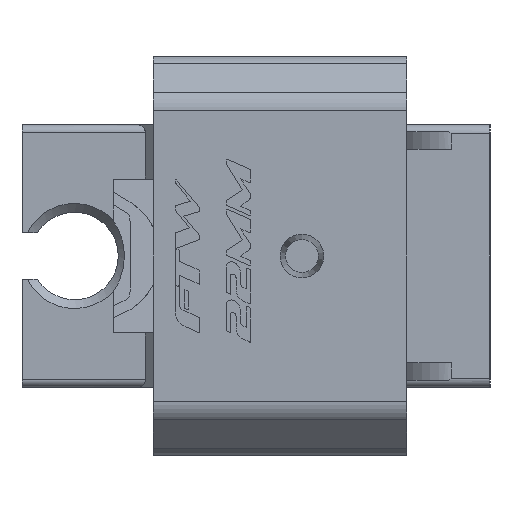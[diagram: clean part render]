
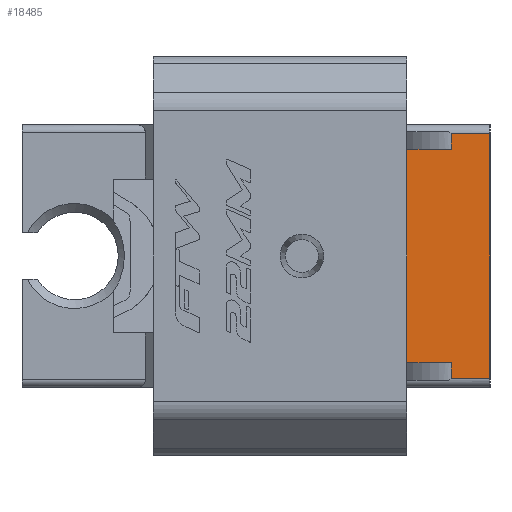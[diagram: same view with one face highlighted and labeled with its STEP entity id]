
A CAD part, left-side view. The second image highlights one B-rep face of the part: STEP entity #18485.
In plain terms, the highlighted planar face has unit normal (-1, 0, 0).
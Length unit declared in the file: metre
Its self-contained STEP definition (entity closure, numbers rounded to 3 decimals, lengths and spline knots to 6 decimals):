
#2820=ORIENTED_EDGE('',*,*,#7741,.T.);
#2821=ORIENTED_EDGE('',*,*,#7329,.F.);
#2822=ORIENTED_EDGE('',*,*,#7746,.F.);
#2823=ORIENTED_EDGE('',*,*,#7344,.F.);
#2824=ORIENTED_EDGE('',*,*,#7745,.T.);
#2825=ORIENTED_EDGE('',*,*,#7747,.T.);
#2826=ORIENTED_EDGE('',*,*,#7356,.T.);
#2827=ORIENTED_EDGE('',*,*,#7354,.T.);
#7329=EDGE_CURVE('',#10073,#10074,#11856,.T.);
#7344=EDGE_CURVE('',#10086,#10087,#11864,.T.);
#7354=EDGE_CURVE('',#10090,#10092,#11866,.T.);
#7356=EDGE_CURVE('',#10093,#10090,#11868,.T.);
#7741=EDGE_CURVE('',#10092,#10074,#12102,.T.);
#7745=EDGE_CURVE('',#10086,#10296,#12105,.T.);
#7746=EDGE_CURVE('',#10087,#10073,#12106,.T.);
#7747=EDGE_CURVE('',#10296,#10093,#12107,.T.);
#10073=VERTEX_POINT('',#26760);
#10074=VERTEX_POINT('',#26762);
#10086=VERTEX_POINT('',#26811);
#10087=VERTEX_POINT('',#26812);
#10090=VERTEX_POINT('',#26856);
#10092=VERTEX_POINT('',#26866);
#10093=VERTEX_POINT('',#26871);
#10296=VERTEX_POINT('',#30499);
#11856=LINE('',#26761,#13917);
#11864=LINE('',#26810,#13925);
#11866=LINE('',#26867,#13927);
#11868=LINE('',#26870,#13929);
#12102=LINE('',#30492,#14163);
#12105=LINE('',#30500,#14166);
#12106=LINE('',#30502,#14167);
#12107=LINE('',#30503,#14168);
#13917=VECTOR('',#21057,1.);
#13925=VECTOR('',#21075,1.);
#13927=VECTOR('',#21077,1.);
#13929=VECTOR('',#21081,1.);
#14163=VECTOR('',#21581,1.);
#14166=VECTOR('',#21592,1.);
#14167=VECTOR('',#21595,1.);
#14168=VECTOR('',#21596,1.);
#15690=EDGE_LOOP('',(#2820,#2821,#2822,#2823,#2824,#2825,#2826,#2827));
#16771=FACE_BOUND('',#15690,.T.);
#17709=PLANE('',#19459);
#18485=ADVANCED_FACE('',(#16771),#17709,.F.);
#19459=AXIS2_PLACEMENT_3D('',#30501,#21593,#21594);
#21057=DIRECTION('',(0.,0.,1.));
#21075=DIRECTION('',(0.,0.,1.));
#21077=DIRECTION('',(0.,0.,-1.));
#21081=DIRECTION('',(0.,1.,0.));
#21581=DIRECTION('',(0.,1.,0.));
#21592=DIRECTION('',(0.,-1.,0.));
#21593=DIRECTION('',(1.,0.,0.));
#21594=DIRECTION('',(0.,0.,-1.));
#21595=DIRECTION('',(0.,1.,0.));
#21596=DIRECTION('',(0.,0.,1.));
#26760=CARTESIAN_POINT('',(0.013,-0.002,-0.0122));
#26761=CARTESIAN_POINT('',(0.013,-0.002,-0.0122));
#26762=CARTESIAN_POINT('',(0.013,-0.002,0.0122));
#26810=CARTESIAN_POINT('',(0.013,-0.007074,-0.0142));
#26811=CARTESIAN_POINT('',(0.013,-0.007074,-0.014));
#26812=CARTESIAN_POINT('',(0.013,-0.007074,-0.0122));
#26856=CARTESIAN_POINT('',(0.013,-0.007074,0.014));
#26866=CARTESIAN_POINT('',(0.013,-0.007074,0.0122));
#26867=CARTESIAN_POINT('',(0.013,-0.007074,0.0142));
#26870=CARTESIAN_POINT('',(0.013,-0.0095,0.014));
#26871=CARTESIAN_POINT('',(0.013,-0.0115,0.014));
#30492=CARTESIAN_POINT('',(0.013,0.,0.0122));
#30499=CARTESIAN_POINT('',(0.013,-0.0115,-0.014));
#30500=CARTESIAN_POINT('',(0.013,-0.0095,-0.014));
#30501=CARTESIAN_POINT('',(0.013,-0.0095,0.));
#30502=CARTESIAN_POINT('',(0.013,0.,-0.0122));
#30503=CARTESIAN_POINT('',(0.013,-0.0115,0.));
